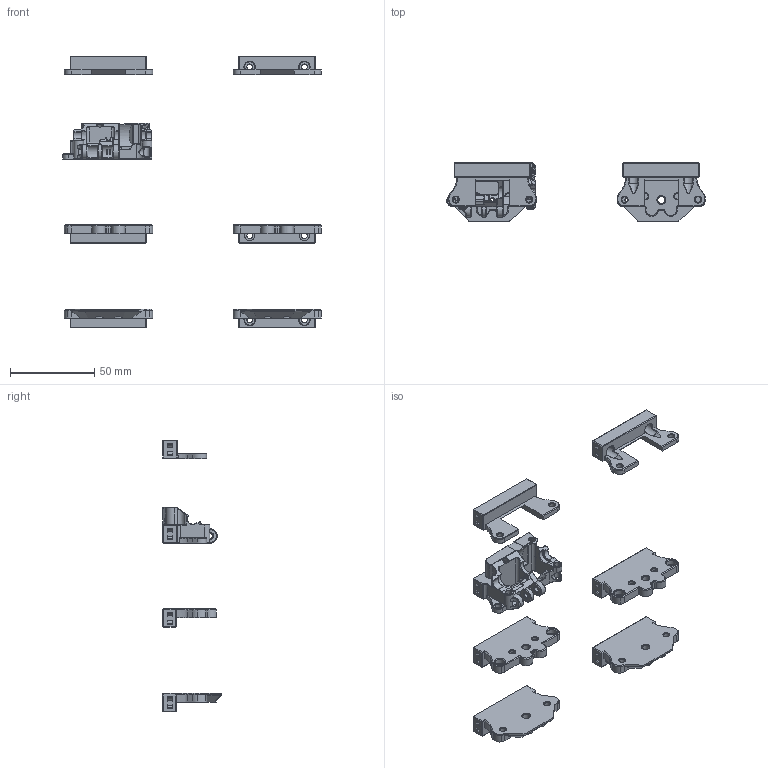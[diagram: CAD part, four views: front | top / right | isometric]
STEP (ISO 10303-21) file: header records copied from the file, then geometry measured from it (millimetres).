
FILE_DESCRIPTION(/* description */ ('STEP AP242','CAx-IF Rec.Pracs.---Representation and Presentation of Product Manufacturing Information (PMI)---4.0---2014-10-13','CAx-IF Rec.Pracs.---3D Tessellated Geometry---0.4---2014-09-14','2;1'),/* implementation_level */ '2;1');
FILE_NAME(/* name */ '64b36c68e26f2c2ff0c4f4a6',/* time_stamp */ '2023-07-16T04:04:58Z',/* author */ (''),/* organization */ (''),/* preprocessor_version */ 'ST-DEVELOPER v19.4',/* originating_system */ ' ',/* authorisation */ ' ');
FILE_SCHEMA (('AP242_MANAGED_MODEL_BASED_3D_ENGINEERING_MIM_LF { 1 0 10303 442 1 1 4 }'));
Length unit declared in the file: metre
Products named in the file (7): Xol Adapter DFA; TAP Adapter Sherpa Mini; TAP Adapter Orbiter2; TAP Adapter VZ-Hexdrudort-Low; Xol Adapter Sherpa Mini; Xol Adapter VZ-Hexdrudort-Low; Xol Adapter Orbiter2
Bounding box: 153.44 x 34.68 x 160.99 mm (x, y, z)
Volume: 56919.5 mm3; surface area: 32328.8 mm2
Topology: 7 solids, 7 shells, 1047 faces, 2665 edges, 1633 vertices
Faces by surface type: plane 525, bspline 185, cylinder 178, cone 151, torus 7, sphere 1
Full cylindrical faces by diameter (mm): 1.9 x1, 2.95 x1, 3.25 x4, 3.4 x22, 3.5 x3, 4.2 x4, 4.6 x1, 4.7 x8, 4.8 x2, 5.8 x8, 6 x6
Entity records: 34783 total; most frequent: CARTESIAN_POINT 11662, ORIENTED_EDGE 4928, DIRECTION 4185, EDGE_CURVE 2464, VERTEX_POINT 1560, AXIS2_PLACEMENT_3D 1451, LINE 1283, VECTOR 1283
